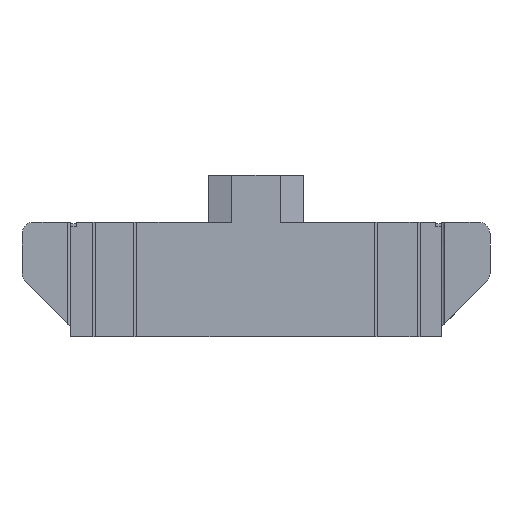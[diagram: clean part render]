
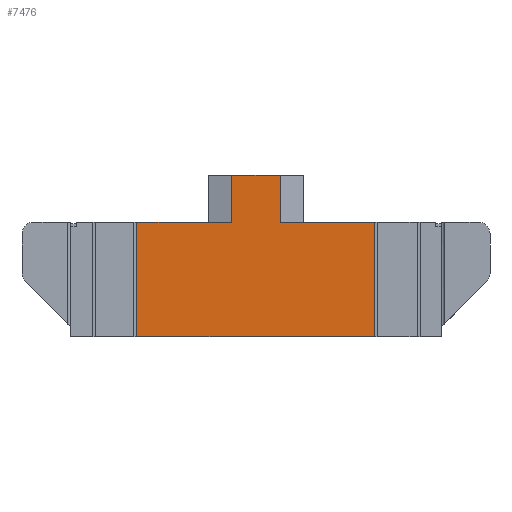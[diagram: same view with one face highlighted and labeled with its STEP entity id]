
A CAD part, front view. The second image highlights one B-rep face of the part: STEP entity #7476.
In plain terms, the highlighted planar face has unit normal (0, -1, 0).
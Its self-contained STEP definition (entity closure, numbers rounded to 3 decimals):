
#44 = PLANE('',#45);
#45 = AXIS2_PLACEMENT_3D('',#46,#47,#48);
#46 = CARTESIAN_POINT('',(-16.,36.,-5.5));
#47 = DIRECTION('',(0.,0.,1.));
#48 = DIRECTION('',(0.,-1.,0.));
#100 = PLANE('',#101);
#101 = AXIS2_PLACEMENT_3D('',#102,#103,#104);
#102 = CARTESIAN_POINT('',(-10.95,19.2,2.3));
#103 = DIRECTION('',(-0.,0.,-1.));
#104 = DIRECTION('',(0.,1.,0.));
#1060 = VERTEX_POINT('',#1061);
#1061 = CARTESIAN_POINT('',(-8.1,-19.9,-5.5));
#1075 = PLANE('',#1076);
#1076 = AXIS2_PLACEMENT_3D('',#1077,#1078,#1079);
#1077 = CARTESIAN_POINT('',(-8.1,-19.1,-7.7));
#1078 = DIRECTION('',(-1.,0.,0.));
#1079 = DIRECTION('',(0.,0.,1.));
#1087 = EDGE_CURVE('',#1060,#1088,#1090,.T.);
#1088 = VERTEX_POINT('',#1089);
#1089 = CARTESIAN_POINT('',(8.05,-19.9,-5.5));
#1090 = SURFACE_CURVE('',#1091,(#1095,#1102),.PCURVE_S1.);
#1091 = LINE('',#1092,#1093);
#1092 = CARTESIAN_POINT('',(12.,-19.9,-5.5));
#1093 = VECTOR('',#1094,1.);
#1094 = DIRECTION('',(1.,0.,0.));
#1095 = PCURVE('',#44,#1096);
#1096 = DEFINITIONAL_REPRESENTATION('',(#1097),#1101);
#1097 = LINE('',#1098,#1099);
#1098 = CARTESIAN_POINT('',(55.9,28.));
#1099 = VECTOR('',#1100,1.);
#1100 = DIRECTION('',(0.,1.));
#1101 = ( GEOMETRIC_REPRESENTATION_CONTEXT(2) 
PARAMETRIC_REPRESENTATION_CONTEXT() REPRESENTATION_CONTEXT('2D SPACE',''
  ) );
#1102 = PCURVE('',#1103,#1108);
#1103 = PLANE('',#1104);
#1104 = AXIS2_PLACEMENT_3D('',#1105,#1106,#1107);
#1105 = CARTESIAN_POINT('',(8.,-19.9,-7.7));
#1106 = DIRECTION('',(0.,1.,0.));
#1107 = DIRECTION('',(0.,0.,1.));
#1108 = DEFINITIONAL_REPRESENTATION('',(#1109),#1113);
#1109 = LINE('',#1110,#1111);
#1110 = CARTESIAN_POINT('',(2.2,4.));
#1111 = VECTOR('',#1112,1.);
#1112 = DIRECTION('',(0.,1.));
#1113 = ( GEOMETRIC_REPRESENTATION_CONTEXT(2) 
PARAMETRIC_REPRESENTATION_CONTEXT() REPRESENTATION_CONTEXT('2D SPACE',''
  ) );
#1131 = PLANE('',#1132);
#1132 = AXIS2_PLACEMENT_3D('',#1133,#1134,#1135);
#1133 = CARTESIAN_POINT('',(8.05,-19.9,-7.7));
#1134 = DIRECTION('',(-1.,0.,0.));
#1135 = DIRECTION('',(0.,0.,1.));
#3219 = VERTEX_POINT('',#3220);
#3220 = CARTESIAN_POINT('',(8.05,-19.9,2.3));
#3241 = EDGE_CURVE('',#3219,#3242,#3244,.T.);
#3242 = VERTEX_POINT('',#3243);
#3243 = CARTESIAN_POINT('',(1.65,-19.9,2.3));
#3244 = SURFACE_CURVE('',#3245,(#3249,#3256),.PCURVE_S1.);
#3245 = LINE('',#3246,#3247);
#3246 = CARTESIAN_POINT('',(12.6,-19.9,2.3));
#3247 = VECTOR('',#3248,1.);
#3248 = DIRECTION('',(-1.,0.,0.));
#3249 = PCURVE('',#100,#3250);
#3250 = DEFINITIONAL_REPRESENTATION('',(#3251),#3255);
#3251 = LINE('',#3252,#3253);
#3252 = CARTESIAN_POINT('',(-39.1,23.55));
#3253 = VECTOR('',#3254,1.);
#3254 = DIRECTION('',(0.,-1.));
#3255 = ( GEOMETRIC_REPRESENTATION_CONTEXT(2) 
PARAMETRIC_REPRESENTATION_CONTEXT() REPRESENTATION_CONTEXT('2D SPACE',''
  ) );
#3256 = PCURVE('',#1103,#3257);
#3257 = DEFINITIONAL_REPRESENTATION('',(#3258),#3262);
#3258 = LINE('',#3259,#3260);
#3259 = CARTESIAN_POINT('',(10.,4.6));
#3260 = VECTOR('',#3261,1.);
#3261 = DIRECTION('',(0.,-1.));
#3262 = ( GEOMETRIC_REPRESENTATION_CONTEXT(2) 
PARAMETRIC_REPRESENTATION_CONTEXT() REPRESENTATION_CONTEXT('2D SPACE',''
  ) );
#3280 = PLANE('',#3281);
#3281 = AXIS2_PLACEMENT_3D('',#3282,#3283,#3284);
#3282 = CARTESIAN_POINT('',(2.45,-19.667,2.3));
#3283 = DIRECTION('',(0.28,-0.96,0.));
#3284 = DIRECTION('',(0.,0.,-1.));
#6051 = PLANE('',#6052);
#6052 = AXIS2_PLACEMENT_3D('',#6053,#6054,#6055);
#6053 = CARTESIAN_POINT('',(-1.65,-20.,5.5));
#6054 = DIRECTION('',(0.,0.,1.));
#6055 = DIRECTION('',(1.,0.,-0.));
#6107 = PLANE('',#6108);
#6108 = AXIS2_PLACEMENT_3D('',#6109,#6110,#6111);
#6109 = CARTESIAN_POINT('',(-10.95,19.2,2.3));
#6110 = DIRECTION('',(-0.,0.,-1.));
#6111 = DIRECTION('',(0.,1.,0.));
#7455 = EDGE_CURVE('',#1088,#3219,#7456,.T.);
#7456 = SURFACE_CURVE('',#7457,(#7461,#7468),.PCURVE_S1.);
#7457 = LINE('',#7458,#7459);
#7458 = CARTESIAN_POINT('',(8.05,-19.9,-7.7));
#7459 = VECTOR('',#7460,1.);
#7460 = DIRECTION('',(0.,0.,1.));
#7461 = PCURVE('',#1131,#7462);
#7462 = DEFINITIONAL_REPRESENTATION('',(#7463),#7467);
#7463 = LINE('',#7464,#7465);
#7464 = CARTESIAN_POINT('',(0.,0.));
#7465 = VECTOR('',#7466,1.);
#7466 = DIRECTION('',(1.,0.));
#7467 = ( GEOMETRIC_REPRESENTATION_CONTEXT(2) 
PARAMETRIC_REPRESENTATION_CONTEXT() REPRESENTATION_CONTEXT('2D SPACE',''
  ) );
#7468 = PCURVE('',#1103,#7469);
#7469 = DEFINITIONAL_REPRESENTATION('',(#7470),#7474);
#7470 = LINE('',#7471,#7472);
#7471 = CARTESIAN_POINT('',(0.,0.05));
#7472 = VECTOR('',#7473,1.);
#7473 = DIRECTION('',(1.,0.));
#7474 = ( GEOMETRIC_REPRESENTATION_CONTEXT(2) 
PARAMETRIC_REPRESENTATION_CONTEXT() REPRESENTATION_CONTEXT('2D SPACE',''
  ) );
#7476 = ADVANCED_FACE('',(#7477),#1103,.F.);
#7477 = FACE_BOUND('',#7478,.F.);
#7478 = EDGE_LOOP('',(#7479,#7480,#7503,#7526,#7554,#7577,#7598,#7599));
#7479 = ORIENTED_EDGE('',*,*,#1087,.F.);
#7480 = ORIENTED_EDGE('',*,*,#7481,.T.);
#7481 = EDGE_CURVE('',#1060,#7482,#7484,.T.);
#7482 = VERTEX_POINT('',#7483);
#7483 = CARTESIAN_POINT('',(-8.1,-19.9,2.3));
#7484 = SURFACE_CURVE('',#7485,(#7489,#7496),.PCURVE_S1.);
#7485 = LINE('',#7486,#7487);
#7486 = CARTESIAN_POINT('',(-8.1,-19.9,-1.6));
#7487 = VECTOR('',#7488,1.);
#7488 = DIRECTION('',(0.,-0.,1.));
#7489 = PCURVE('',#1103,#7490);
#7490 = DEFINITIONAL_REPRESENTATION('',(#7491),#7495);
#7491 = LINE('',#7492,#7493);
#7492 = CARTESIAN_POINT('',(6.1,-16.1));
#7493 = VECTOR('',#7494,1.);
#7494 = DIRECTION('',(1.,0.));
#7495 = ( GEOMETRIC_REPRESENTATION_CONTEXT(2) 
PARAMETRIC_REPRESENTATION_CONTEXT() REPRESENTATION_CONTEXT('2D SPACE',''
  ) );
#7496 = PCURVE('',#1075,#7497);
#7497 = DEFINITIONAL_REPRESENTATION('',(#7498),#7502);
#7498 = LINE('',#7499,#7500);
#7499 = CARTESIAN_POINT('',(6.1,-0.8));
#7500 = VECTOR('',#7501,1.);
#7501 = DIRECTION('',(1.,0.));
#7502 = ( GEOMETRIC_REPRESENTATION_CONTEXT(2) 
PARAMETRIC_REPRESENTATION_CONTEXT() REPRESENTATION_CONTEXT('2D SPACE',''
  ) );
#7503 = ORIENTED_EDGE('',*,*,#7504,.F.);
#7504 = EDGE_CURVE('',#7505,#7482,#7507,.T.);
#7505 = VERTEX_POINT('',#7506);
#7506 = CARTESIAN_POINT('',(-1.65,-19.9,2.3));
#7507 = SURFACE_CURVE('',#7508,(#7512,#7519),.PCURVE_S1.);
#7508 = LINE('',#7509,#7510);
#7509 = CARTESIAN_POINT('',(12.6,-19.9,2.3));
#7510 = VECTOR('',#7511,1.);
#7511 = DIRECTION('',(-1.,0.,0.));
#7512 = PCURVE('',#1103,#7513);
#7513 = DEFINITIONAL_REPRESENTATION('',(#7514),#7518);
#7514 = LINE('',#7515,#7516);
#7515 = CARTESIAN_POINT('',(10.,4.6));
#7516 = VECTOR('',#7517,1.);
#7517 = DIRECTION('',(0.,-1.));
#7518 = ( GEOMETRIC_REPRESENTATION_CONTEXT(2) 
PARAMETRIC_REPRESENTATION_CONTEXT() REPRESENTATION_CONTEXT('2D SPACE',''
  ) );
#7519 = PCURVE('',#6107,#7520);
#7520 = DEFINITIONAL_REPRESENTATION('',(#7521),#7525);
#7521 = LINE('',#7522,#7523);
#7522 = CARTESIAN_POINT('',(-39.1,23.55));
#7523 = VECTOR('',#7524,1.);
#7524 = DIRECTION('',(0.,-1.));
#7525 = ( GEOMETRIC_REPRESENTATION_CONTEXT(2) 
PARAMETRIC_REPRESENTATION_CONTEXT() REPRESENTATION_CONTEXT('2D SPACE',''
  ) );
#7526 = ORIENTED_EDGE('',*,*,#7527,.F.);
#7527 = EDGE_CURVE('',#7528,#7505,#7530,.T.);
#7528 = VERTEX_POINT('',#7529);
#7529 = CARTESIAN_POINT('',(-1.65,-19.9,5.5));
#7530 = SURFACE_CURVE('',#7531,(#7535,#7542),.PCURVE_S1.);
#7531 = LINE('',#7532,#7533);
#7532 = CARTESIAN_POINT('',(-1.65,-19.9,2.3));
#7533 = VECTOR('',#7534,1.);
#7534 = DIRECTION('',(0.,0.,-1.));
#7535 = PCURVE('',#1103,#7536);
#7536 = DEFINITIONAL_REPRESENTATION('',(#7537),#7541);
#7537 = LINE('',#7538,#7539);
#7538 = CARTESIAN_POINT('',(10.,-9.65));
#7539 = VECTOR('',#7540,1.);
#7540 = DIRECTION('',(-1.,0.));
#7541 = ( GEOMETRIC_REPRESENTATION_CONTEXT(2) 
PARAMETRIC_REPRESENTATION_CONTEXT() REPRESENTATION_CONTEXT('2D SPACE',''
  ) );
#7542 = PCURVE('',#7543,#7548);
#7543 = PLANE('',#7544);
#7544 = AXIS2_PLACEMENT_3D('',#7545,#7546,#7547);
#7545 = CARTESIAN_POINT('',(-2.45,-19.667,2.3));
#7546 = DIRECTION('',(0.28,0.96,0.));
#7547 = DIRECTION('',(0.,0.,-1.));
#7548 = DEFINITIONAL_REPRESENTATION('',(#7549),#7553);
#7549 = LINE('',#7550,#7551);
#7550 = CARTESIAN_POINT('',(0.,-0.833));
#7551 = VECTOR('',#7552,1.);
#7552 = DIRECTION('',(1.,-0.));
#7553 = ( GEOMETRIC_REPRESENTATION_CONTEXT(2) 
PARAMETRIC_REPRESENTATION_CONTEXT() REPRESENTATION_CONTEXT('2D SPACE',''
  ) );
#7554 = ORIENTED_EDGE('',*,*,#7555,.F.);
#7555 = EDGE_CURVE('',#7556,#7528,#7558,.T.);
#7556 = VERTEX_POINT('',#7557);
#7557 = CARTESIAN_POINT('',(1.65,-19.9,5.5));
#7558 = SURFACE_CURVE('',#7559,(#7563,#7570),.PCURVE_S1.);
#7559 = LINE('',#7560,#7561);
#7560 = CARTESIAN_POINT('',(3.25,-19.9,5.5));
#7561 = VECTOR('',#7562,1.);
#7562 = DIRECTION('',(-1.,0.,0.));
#7563 = PCURVE('',#1103,#7564);
#7564 = DEFINITIONAL_REPRESENTATION('',(#7565),#7569);
#7565 = LINE('',#7566,#7567);
#7566 = CARTESIAN_POINT('',(13.2,-4.75));
#7567 = VECTOR('',#7568,1.);
#7568 = DIRECTION('',(0.,-1.));
#7569 = ( GEOMETRIC_REPRESENTATION_CONTEXT(2) 
PARAMETRIC_REPRESENTATION_CONTEXT() REPRESENTATION_CONTEXT('2D SPACE',''
  ) );
#7570 = PCURVE('',#6051,#7571);
#7571 = DEFINITIONAL_REPRESENTATION('',(#7572),#7576);
#7572 = LINE('',#7573,#7574);
#7573 = CARTESIAN_POINT('',(4.9,0.1));
#7574 = VECTOR('',#7575,1.);
#7575 = DIRECTION('',(-1.,0.));
#7576 = ( GEOMETRIC_REPRESENTATION_CONTEXT(2) 
PARAMETRIC_REPRESENTATION_CONTEXT() REPRESENTATION_CONTEXT('2D SPACE',''
  ) );
#7577 = ORIENTED_EDGE('',*,*,#7578,.F.);
#7578 = EDGE_CURVE('',#3242,#7556,#7579,.T.);
#7579 = SURFACE_CURVE('',#7580,(#7584,#7591),.PCURVE_S1.);
#7580 = LINE('',#7581,#7582);
#7581 = CARTESIAN_POINT('',(1.65,-19.9,3.9));
#7582 = VECTOR('',#7583,1.);
#7583 = DIRECTION('',(-0.,0.,1.));
#7584 = PCURVE('',#1103,#7585);
#7585 = DEFINITIONAL_REPRESENTATION('',(#7586),#7590);
#7586 = LINE('',#7587,#7588);
#7587 = CARTESIAN_POINT('',(11.6,-6.35));
#7588 = VECTOR('',#7589,1.);
#7589 = DIRECTION('',(1.,0.));
#7590 = ( GEOMETRIC_REPRESENTATION_CONTEXT(2) 
PARAMETRIC_REPRESENTATION_CONTEXT() REPRESENTATION_CONTEXT('2D SPACE',''
  ) );
#7591 = PCURVE('',#3280,#7592);
#7592 = DEFINITIONAL_REPRESENTATION('',(#7593),#7597);
#7593 = LINE('',#7594,#7595);
#7594 = CARTESIAN_POINT('',(-1.6,-0.833));
#7595 = VECTOR('',#7596,1.);
#7596 = DIRECTION('',(-1.,0.));
#7597 = ( GEOMETRIC_REPRESENTATION_CONTEXT(2) 
PARAMETRIC_REPRESENTATION_CONTEXT() REPRESENTATION_CONTEXT('2D SPACE',''
  ) );
#7598 = ORIENTED_EDGE('',*,*,#3241,.F.);
#7599 = ORIENTED_EDGE('',*,*,#7455,.F.);
